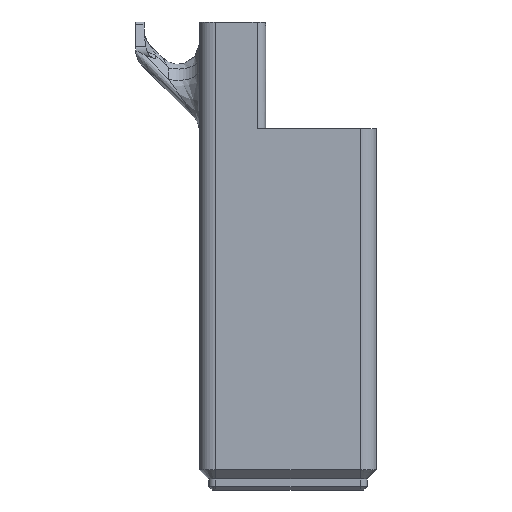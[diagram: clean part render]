
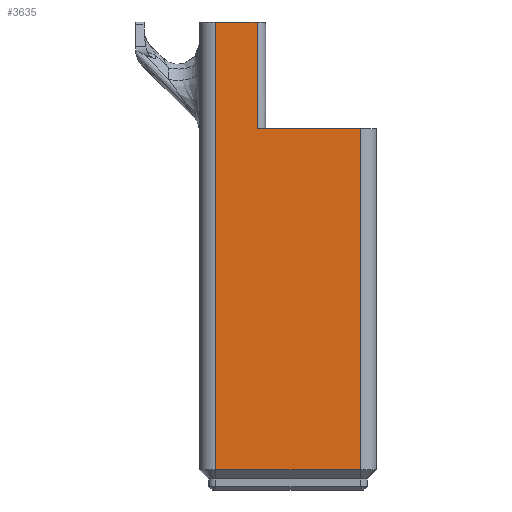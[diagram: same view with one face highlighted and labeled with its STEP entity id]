
A CAD part, left-side view. The second image highlights one B-rep face of the part: STEP entity #3635.
In plain terms, the highlighted planar face has unit normal (-1, 0, 0).
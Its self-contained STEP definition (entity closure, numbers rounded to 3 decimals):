
#262=LINE('',#6306,#571);
#320=LINE('',#6490,#629);
#321=LINE('',#6494,#630);
#322=LINE('',#6496,#631);
#323=LINE('',#6498,#632);
#324=LINE('',#6499,#633);
#571=VECTOR('',#4456,10.);
#629=VECTOR('',#4634,10.);
#630=VECTOR('',#4639,10.);
#631=VECTOR('',#4640,10.);
#632=VECTOR('',#4641,10.);
#633=VECTOR('',#4642,10.);
#846=PLANE('',#3958);
#986=FACE_OUTER_BOUND('',#1214,.T.);
#1214=EDGE_LOOP('',(#2939,#2940,#2941,#2942,#2943,#2944));
#1708=VERTEX_POINT('',#6303);
#1709=VERTEX_POINT('',#6305);
#1775=VERTEX_POINT('',#6489);
#1776=VERTEX_POINT('',#6493);
#1777=VERTEX_POINT('',#6495);
#1778=VERTEX_POINT('',#6497);
#2104=EDGE_CURVE('',#1708,#1709,#262,.T.);
#2200=EDGE_CURVE('',#1709,#1775,#320,.T.);
#2202=EDGE_CURVE('',#1775,#1776,#321,.T.);
#2203=EDGE_CURVE('',#1777,#1708,#322,.T.);
#2204=EDGE_CURVE('',#1778,#1777,#323,.T.);
#2205=EDGE_CURVE('',#1776,#1778,#324,.T.);
#2939=ORIENTED_EDGE('',*,*,#2202,.F.);
#2940=ORIENTED_EDGE('',*,*,#2200,.F.);
#2941=ORIENTED_EDGE('',*,*,#2104,.F.);
#2942=ORIENTED_EDGE('',*,*,#2203,.F.);
#2943=ORIENTED_EDGE('',*,*,#2204,.F.);
#2944=ORIENTED_EDGE('',*,*,#2205,.F.);
#3635=ADVANCED_FACE('',(#986),#846,.T.);
#3958=AXIS2_PLACEMENT_3D('',#6492,#4637,#4638);
#4456=DIRECTION('',(0.,-1.,0.));
#4634=DIRECTION('',(0.,0.,-1.));
#4637=DIRECTION('center_axis',(-1.,0.,0.));
#4638=DIRECTION('ref_axis',(0.,-1.,0.));
#4639=DIRECTION('',(0.,-1.,0.));
#4640=DIRECTION('',(0.,0.,1.));
#4641=DIRECTION('',(0.,1.,0.));
#4642=DIRECTION('',(0.,0.,-1.));
#6303=CARTESIAN_POINT('',(-20.75,17.,109.75));
#6305=CARTESIAN_POINT('',(-20.75,7.25,109.75));
#6306=CARTESIAN_POINT('',(-20.75,11.75,109.75));
#6489=CARTESIAN_POINT('',(-20.75,7.25,84.75));
#6490=CARTESIAN_POINT('',(-20.75,7.25,31.));
#6492=CARTESIAN_POINT('Origin',(-20.75,20.75,4.75));
#6493=CARTESIAN_POINT('',(-20.75,-17.,84.75));
#6494=CARTESIAN_POINT('',(-20.75,-20.75,84.75));
#6495=CARTESIAN_POINT('',(-20.75,17.,4.75));
#6496=CARTESIAN_POINT('',(-20.75,17.,4.75));
#6497=CARTESIAN_POINT('',(-20.75,-17.,4.75));
#6498=CARTESIAN_POINT('',(-20.75,-17.,4.75));
#6499=CARTESIAN_POINT('',(-20.75,-17.,4.75));
